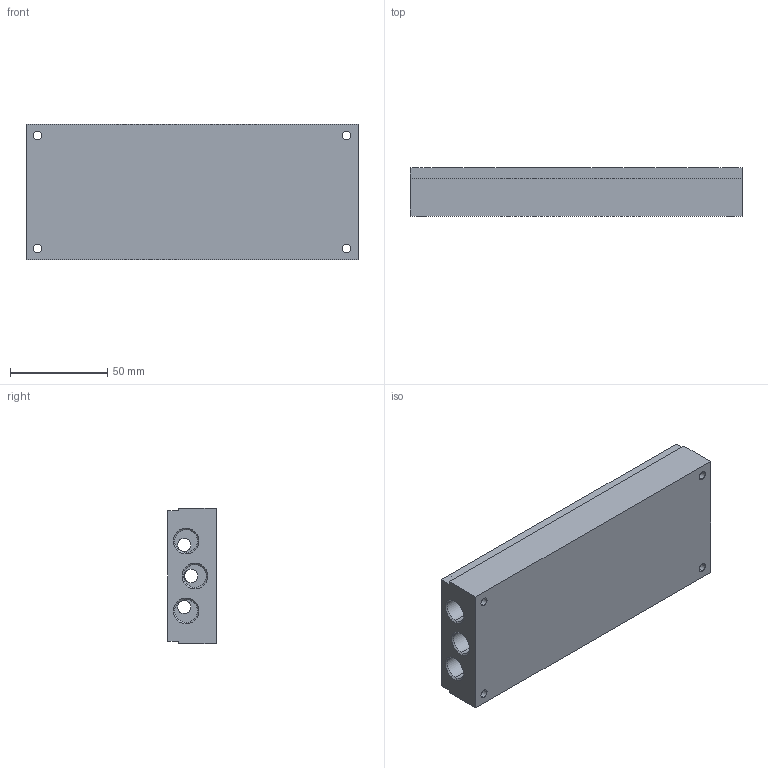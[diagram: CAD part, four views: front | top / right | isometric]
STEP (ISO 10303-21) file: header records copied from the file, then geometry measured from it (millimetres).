
FILE_DESCRIPTION (( 'STEP AP203' ), '1' );
FILE_NAME ('08.089.2.STEP', '2018-12-18T16:44:14', ( '' ), ( '' ), 'SwSTEP 2.0', 'SolidWorks 2016', '' );
FILE_SCHEMA (( 'CONFIG_CONTROL_DESIGN' ));
Length unit declared in the file: millimetre
Products named in the file (1): 08.089.2
Bounding box: 171 x 25 x 70 mm (x, y, z)
Volume: 264567.9 mm3; surface area: 52864.2 mm2
Topology: 1 solids, 1 shells, 309 faces, 762 edges, 492 vertices
Faces by surface type: cylinder 178, plane 83, cone 48
Entity records: 10911 total; most frequent: CARTESIAN_POINT 3184, DIRECTION 1678, ORIENTED_EDGE 1524, EDGE_CURVE 762, AXIS2_PLACEMENT_3D 696, VERTEX_POINT 492, EDGE_LOOP 414, CIRCLE 386
